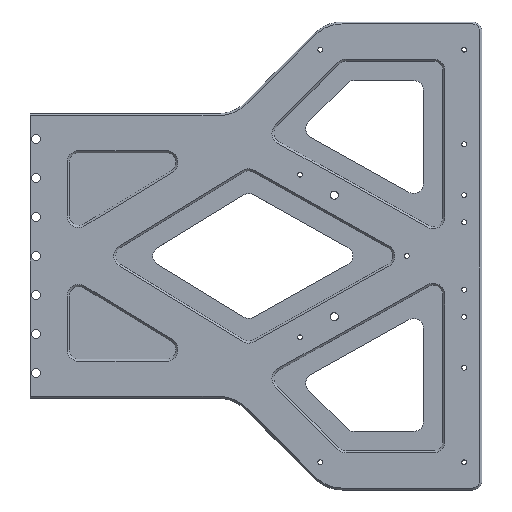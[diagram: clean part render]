
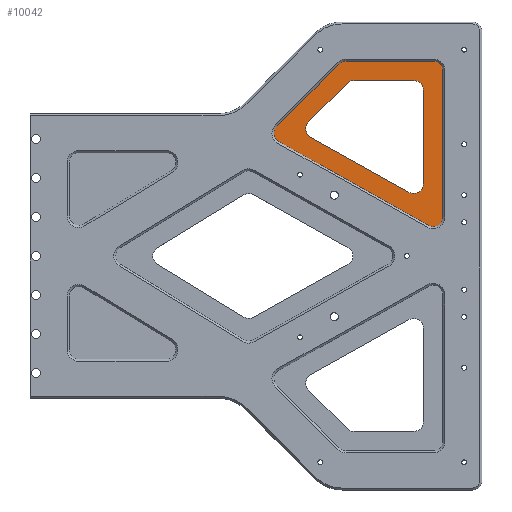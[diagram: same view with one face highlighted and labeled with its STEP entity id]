
A CAD part, top view. The second image highlights one B-rep face of the part: STEP entity #10042.
In plain terms, the highlighted planar face has unit normal (0, 0, 1).
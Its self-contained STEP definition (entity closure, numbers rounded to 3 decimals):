
#104 = VERTEX_POINT ( 'NONE', #3584 ) ;
#210 = AXIS2_PLACEMENT_3D ( 'NONE', #1281, #8830, #6987 ) ;
#455 = VECTOR ( 'NONE', #4679, 1000. ) ;
#504 = VERTEX_POINT ( 'NONE', #527 ) ;
#527 = CARTESIAN_POINT ( 'NONE',  ( 168.138, 88.536, 1. ) ) ;
#771 = ORIENTED_EDGE ( 'NONE', *, *, #2856, .T. ) ;
#908 = CARTESIAN_POINT ( 'NONE',  ( 151.916, 65.243, 1. ) ) ;
#924 = CARTESIAN_POINT ( 'NONE',  ( 151.916, 65.243, 1. ) ) ;
#970 = DIRECTION ( 'NONE',  ( 0., 0., -1. ) ) ;
#1194 = CIRCLE ( 'NONE', #6351, 5. ) ;
#1212 = VERTEX_POINT ( 'NONE', #5593 ) ;
#1224 = ORIENTED_EDGE ( 'NONE', *, *, #11106, .F. ) ;
#1249 = CARTESIAN_POINT ( 'NONE',  ( 148.381, 68.779, 1. ) ) ;
#1277 = ORIENTED_EDGE ( 'NONE', *, *, #4606, .T. ) ;
#1281 = CARTESIAN_POINT ( 'NONE',  ( 212.176, 19.999, 1. ) ) ;
#1313 = CARTESIAN_POINT ( 'NONE',  ( 133.063, 58.616, 1. ) ) ;
#1346 = EDGE_CURVE ( 'NONE', #1809, #5690, #10530, .T. ) ;
#1348 = DIRECTION ( 'NONE',  ( 0., 0., -1. ) ) ;
#1471 = VECTOR ( 'NONE', #2555, 1000. ) ;
#1557 = LINE ( 'NONE', #9171, #3207 ) ;
#1611 = ORIENTED_EDGE ( 'NONE', *, *, #7857, .F. ) ;
#1618 = FACE_OUTER_BOUND ( 'NONE', #6431, .T. ) ;
#1709 = AXIS2_PLACEMENT_3D ( 'NONE', #8552, #2925, #2869 ) ;
#1727 = LINE ( 'NONE', #5457, #8694 ) ;
#1805 = PLANE ( 'NONE',  #6376 ) ;
#1809 = VERTEX_POINT ( 'NONE', #7767 ) ;
#1854 = EDGE_CURVE ( 'NONE', #504, #9880, #9560, .T. ) ;
#1867 = CIRCLE ( 'NONE', #2066, 5. ) ;
#1943 = LINE ( 'NONE', #6659, #9649 ) ;
#2065 = DIRECTION ( 'NONE',  ( 0., 1., 0. ) ) ;
#2066 = AXIS2_PLACEMENT_3D ( 'NONE', #924, #5721, #12193 ) ;
#2087 = AXIS2_PLACEMENT_3D ( 'NONE', #908, #970, #3961 ) ;
#2322 = ORIENTED_EDGE ( 'NONE', *, *, #7016, .T. ) ;
#2426 = CARTESIAN_POINT ( 'NONE',  ( 202.176, 90., 1. ) ) ;
#2529 = VERTEX_POINT ( 'NONE', #8165 ) ;
#2555 = DIRECTION ( 'NONE',  ( -0.872, 0.489, 0. ) ) ;
#2561 = EDGE_CURVE ( 'NONE', #10253, #1212, #1727, .T. ) ;
#2569 = CIRCLE ( 'NONE', #210, 5. ) ;
#2856 = EDGE_CURVE ( 'NONE', #4093, #10253, #2569, .T. ) ;
#2869 = DIRECTION ( 'NONE',  ( 1., 0., 0. ) ) ;
#2880 = DIRECTION ( 'NONE',  ( -0.707, -0.707, 0. ) ) ;
#2925 = DIRECTION ( 'NONE',  ( 0., 0., 1. ) ) ;
#3138 = EDGE_CURVE ( 'NONE', #9683, #1809, #3777, .T. ) ;
#3174 = CARTESIAN_POINT ( 'NONE',  ( 207.176, 28.534, 1. ) ) ;
#3182 = VERTEX_POINT ( 'NONE', #7089 ) ;
#3205 = EDGE_CURVE ( 'NONE', #504, #2529, #1194, .T. ) ;
#3207 = VECTOR ( 'NONE', #3728, 1000. ) ;
#3390 = DIRECTION ( 'NONE',  ( 1., 0., 0. ) ) ;
#3489 = LINE ( 'NONE', #5413, #1471 ) ;
#3584 = CARTESIAN_POINT ( 'NONE',  ( 207.176, 85., 1. ) ) ;
#3592 = ORIENTED_EDGE ( 'NONE', *, *, #4352, .F. ) ;
#3608 = CIRCLE ( 'NONE', #11507, 5. ) ;
#3649 = DIRECTION ( 'NONE',  ( 1., 0., 0. ) ) ;
#3674 = DIRECTION ( 'NONE',  ( -1., 0., 0. ) ) ;
#3728 = DIRECTION ( 'NONE',  ( 0.872, -0.489, 0. ) ) ;
#3777 = CIRCLE ( 'NONE', #8310, 5. ) ;
#3894 = CARTESIAN_POINT ( 'NONE',  ( 212.176, 95., 1. ) ) ;
#3961 = DIRECTION ( 'NONE',  ( 1., 0., 0. ) ) ;
#4085 = ORIENTED_EDGE ( 'NONE', *, *, #5738, .F. ) ;
#4093 = VERTEX_POINT ( 'NONE', #9806 ) ;
#4352 = EDGE_CURVE ( 'NONE', #8996, #104, #5977, .T. ) ;
#4513 = VERTEX_POINT ( 'NONE', #2426 ) ;
#4606 = EDGE_CURVE ( 'NONE', #11633, #9880, #1867, .T. ) ;
#4679 = DIRECTION ( 'NONE',  ( -1., 0., 0. ) ) ;
#4681 = CARTESIAN_POINT ( 'NONE',  ( 169.602, 90., 1. ) ) ;
#4784 = CARTESIAN_POINT ( 'NONE',  ( 207.176, 37.069, 1. ) ) ;
#4949 = VECTOR ( 'NONE', #5965, 1000. ) ;
#4954 = DIRECTION ( 'NONE',  ( 0., 0., 1. ) ) ;
#5325 = ORIENTED_EDGE ( 'NONE', *, *, #3138, .T. ) ;
#5340 = VERTEX_POINT ( 'NONE', #8888 ) ;
#5413 = CARTESIAN_POINT ( 'NONE',  ( 56.818, 101.357, 1. ) ) ;
#5457 = CARTESIAN_POINT ( 'NONE',  ( 217.176, 0., 1. ) ) ;
#5507 = ORIENTED_EDGE ( 'NONE', *, *, #2561, .T. ) ;
#5513 = CARTESIAN_POINT ( 'NONE',  ( 202.176, 85., 1. ) ) ;
#5593 = CARTESIAN_POINT ( 'NONE',  ( 217.176, 95., 1. ) ) ;
#5596 = FACE_BOUND ( 'NONE', #5747, .T. ) ;
#5690 = VERTEX_POINT ( 'NONE', #9981 ) ;
#5721 = DIRECTION ( 'NONE',  ( 0., 0., -1. ) ) ;
#5738 = EDGE_CURVE ( 'NONE', #4093, #10986, #3489, .T. ) ;
#5747 = EDGE_LOOP ( 'NONE', ( #8396, #10834, #1611, #9923, #3592, #7125, #1224, #9771, #1277 ) ) ;
#5793 = AXIS2_PLACEMENT_3D ( 'NONE', #11054, #1348, #3390 ) ;
#5965 = DIRECTION ( 'NONE',  ( -0.707, -0.707, 0. ) ) ;
#5977 = LINE ( 'NONE', #3174, #8384 ) ;
#6008 = AXIS2_PLACEMENT_3D ( 'NONE', #3894, #4954, #9693 ) ;
#6104 = DIRECTION ( 'NONE',  ( 0., 0., 1. ) ) ;
#6351 = AXIS2_PLACEMENT_3D ( 'NONE', #10170, #8015, #8068 ) ;
#6352 = ORIENTED_EDGE ( 'NONE', *, *, #11793, .T. ) ;
#6354 = EDGE_CURVE ( 'NONE', #7549, #11633, #9788, .T. ) ;
#6376 = AXIS2_PLACEMENT_3D ( 'NONE', #6526, #10033, #7199 ) ;
#6431 = EDGE_LOOP ( 'NONE', ( #4085, #771, #5507, #9108, #6352, #5325, #9773, #2322 ) ) ;
#6526 = CARTESIAN_POINT ( 'NONE',  ( 0., 0., 1. ) ) ;
#6659 = CARTESIAN_POINT ( 'NONE',  ( 207.176, 90., 1. ) ) ;
#6705 = VECTOR ( 'NONE', #2880, 1000. ) ;
#6987 = DIRECTION ( 'NONE',  ( 1., 0., 0. ) ) ;
#7016 = EDGE_CURVE ( 'NONE', #5690, #10986, #7249, .T. ) ;
#7089 = CARTESIAN_POINT ( 'NONE',  ( 199.731, 32.707, 1. ) ) ;
#7125 = ORIENTED_EDGE ( 'NONE', *, *, #10261, .T. ) ;
#7199 = DIRECTION ( 'NONE',  ( 1., 0., 0. ) ) ;
#7249 = CIRCLE ( 'NONE', #1709, 5. ) ;
#7423 = DIRECTION ( 'NONE',  ( 0., 1., 0. ) ) ;
#7549 = VERTEX_POINT ( 'NONE', #8084 ) ;
#7578 = CARTESIAN_POINT ( 'NONE',  ( 0., 100., 1. ) ) ;
#7767 = CARTESIAN_POINT ( 'NONE',  ( 163.996, 98.536, 1. ) ) ;
#7777 = CARTESIAN_POINT ( 'NONE',  ( 167.531, 95., 1. ) ) ;
#7857 = EDGE_CURVE ( 'NONE', #4513, #2529, #1943, .T. ) ;
#7979 = CARTESIAN_POINT ( 'NONE',  ( 217.176, 19.999, 1. ) ) ;
#8015 = DIRECTION ( 'NONE',  ( 0., 0., -1. ) ) ;
#8068 = DIRECTION ( 'NONE',  ( 1., 0., 0. ) ) ;
#8084 = CARTESIAN_POINT ( 'NONE',  ( 149.472, 60.882, 1. ) ) ;
#8165 = CARTESIAN_POINT ( 'NONE',  ( 171.673, 90., 1. ) ) ;
#8310 = AXIS2_PLACEMENT_3D ( 'NONE', #7777, #6104, #9685 ) ;
#8384 = VECTOR ( 'NONE', #2065, 1000. ) ;
#8396 = ORIENTED_EDGE ( 'NONE', *, *, #1854, .F. ) ;
#8552 = CARTESIAN_POINT ( 'NONE',  ( 135.508, 62.977, 1. ) ) ;
#8694 = VECTOR ( 'NONE', #7423, 1000. ) ;
#8830 = DIRECTION ( 'NONE',  ( 0., 0., 1. ) ) ;
#8888 = CARTESIAN_POINT ( 'NONE',  ( 212.176, 100., 1. ) ) ;
#8996 = VERTEX_POINT ( 'NONE', #4784 ) ;
#9108 = ORIENTED_EDGE ( 'NONE', *, *, #10467, .T. ) ;
#9171 = CARTESIAN_POINT ( 'NONE',  ( 143.712, 64.11, 1. ) ) ;
#9241 = CARTESIAN_POINT ( 'NONE',  ( 167.531, 100., 1. ) ) ;
#9560 = LINE ( 'NONE', #4681, #6705 ) ;
#9649 = VECTOR ( 'NONE', #3674, 1000. ) ;
#9683 = VERTEX_POINT ( 'NONE', #9241 ) ;
#9685 = DIRECTION ( 'NONE',  ( 1., 0., 0. ) ) ;
#9693 = DIRECTION ( 'NONE',  ( 1., 0., 0. ) ) ;
#9750 = CARTESIAN_POINT ( 'NONE',  ( 146.916, 65.243, 1. ) ) ;
#9771 = ORIENTED_EDGE ( 'NONE', *, *, #6354, .T. ) ;
#9773 = ORIENTED_EDGE ( 'NONE', *, *, #1346, .T. ) ;
#9788 = CIRCLE ( 'NONE', #2087, 5. ) ;
#9806 = CARTESIAN_POINT ( 'NONE',  ( 209.731, 15.638, 1. ) ) ;
#9880 = VERTEX_POINT ( 'NONE', #1249 ) ;
#9923 = ORIENTED_EDGE ( 'NONE', *, *, #11385, .T. ) ;
#9930 = CIRCLE ( 'NONE', #6008, 5. ) ;
#9981 = CARTESIAN_POINT ( 'NONE',  ( 131.973, 66.513, 1. ) ) ;
#10033 = DIRECTION ( 'NONE',  ( 0., 0., 1. ) ) ;
#10042 = ADVANCED_FACE ( 'NONE', ( #5596, #1618 ), #1805, .T. ) ;
#10170 = CARTESIAN_POINT ( 'NONE',  ( 171.673, 85., 1. ) ) ;
#10253 = VERTEX_POINT ( 'NONE', #7979 ) ;
#10261 = EDGE_CURVE ( 'NONE', #8996, #3182, #11694, .T. ) ;
#10467 = EDGE_CURVE ( 'NONE', #1212, #5340, #9930, .T. ) ;
#10480 = LINE ( 'NONE', #7578, #455 ) ;
#10530 = LINE ( 'NONE', #11690, #4949 ) ;
#10834 = ORIENTED_EDGE ( 'NONE', *, *, #3205, .T. ) ;
#10986 = VERTEX_POINT ( 'NONE', #1313 ) ;
#11054 = CARTESIAN_POINT ( 'NONE',  ( 202.176, 37.069, 1. ) ) ;
#11106 = EDGE_CURVE ( 'NONE', #7549, #3182, #1557, .T. ) ;
#11385 = EDGE_CURVE ( 'NONE', #4513, #104, #3608, .T. ) ;
#11507 = AXIS2_PLACEMENT_3D ( 'NONE', #5513, #12110, #3649 ) ;
#11633 = VERTEX_POINT ( 'NONE', #9750 ) ;
#11690 = CARTESIAN_POINT ( 'NONE',  ( 32.73, -32.73, 1. ) ) ;
#11694 = CIRCLE ( 'NONE', #5793, 5. ) ;
#11793 = EDGE_CURVE ( 'NONE', #5340, #9683, #10480, .T. ) ;
#12110 = DIRECTION ( 'NONE',  ( 0., 0., -1. ) ) ;
#12193 = DIRECTION ( 'NONE',  ( 1., 0., 0. ) ) ;
